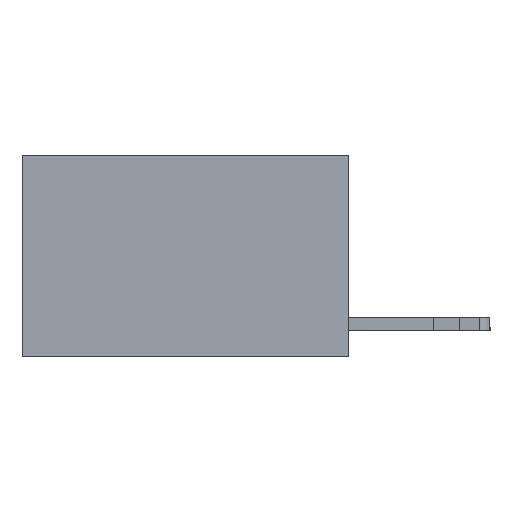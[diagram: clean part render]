
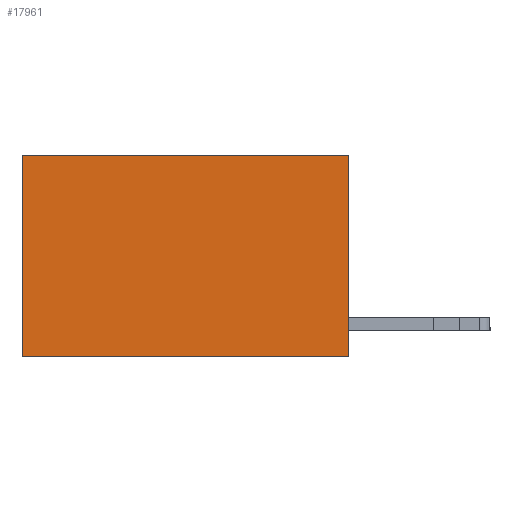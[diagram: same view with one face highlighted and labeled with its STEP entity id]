
A CAD part, left-side view. The second image highlights one B-rep face of the part: STEP entity #17961.
In plain terms, the highlighted planar face has unit normal (-1, 0, 0).
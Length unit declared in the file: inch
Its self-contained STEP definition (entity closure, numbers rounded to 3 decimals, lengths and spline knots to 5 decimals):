
#673 = PLANE ( 'NONE',  #2663 ) ;
#765 = CARTESIAN_POINT ( 'NONE',  ( 0.2625, 0., 0. ) ) ;
#1374 = ORIENTED_EDGE ( 'NONE', *, *, #13051, .T. ) ;
#1502 = VECTOR ( 'NONE', #19172, 39.37008 ) ;
#2663 = AXIS2_PLACEMENT_3D ( 'NONE', #765, #18206, #6915 ) ;
#4958 = ORIENTED_EDGE ( 'NONE', *, *, #9091, .T. ) ;
#5215 = VECTOR ( 'NONE', #20464, 39.37008 ) ;
#5697 = CARTESIAN_POINT ( 'NONE',  ( 0.2625, 0., 0. ) ) ;
#5895 = LINE ( 'NONE', #5697, #5215 ) ;
#6046 = VERTEX_POINT ( 'NONE', #15057 ) ;
#6538 = LINE ( 'NONE', #12953, #17260 ) ;
#6915 = DIRECTION ( 'NONE',  ( 0., 0., -1. ) ) ;
#6998 = VERTEX_POINT ( 'NONE', #15109 ) ;
#7903 = VERTEX_POINT ( 'NONE', #11771 ) ;
#8300 = CARTESIAN_POINT ( 'NONE',  ( 0.2625, 0., 0. ) ) ;
#9091 = EDGE_CURVE ( 'NONE', #6998, #6046, #6538, .T. ) ;
#9153 = CARTESIAN_POINT ( 'NONE',  ( 0.2625, 0., -0.37 ) ) ;
#9762 = VERTEX_POINT ( 'NONE', #18634 ) ;
#10168 = FACE_OUTER_BOUND ( 'NONE', #20474, .T. ) ;
#10814 = LINE ( 'NONE', #9153, #1502 ) ;
#11771 = CARTESIAN_POINT ( 'NONE',  ( 0.2625, 0., -0.37 ) ) ;
#12953 = CARTESIAN_POINT ( 'NONE',  ( 0.2625, 0.6, 0. ) ) ;
#13051 = EDGE_CURVE ( 'NONE', #9762, #6998, #5895, .T. ) ;
#13994 = VECTOR ( 'NONE', #14727, 39.37008 ) ;
#14727 = DIRECTION ( 'NONE',  ( 0., 0., -1. ) ) ;
#15057 = CARTESIAN_POINT ( 'NONE',  ( 0.2625, 0.6, -0.37 ) ) ;
#15109 = CARTESIAN_POINT ( 'NONE',  ( 0.2625, 0.6, 0. ) ) ;
#16203 = LINE ( 'NONE', #8300, #13994 ) ;
#16507 = ORIENTED_EDGE ( 'NONE', *, *, #20493, .F. ) ;
#17260 = VECTOR ( 'NONE', #17838, 39.37008 ) ;
#17838 = DIRECTION ( 'NONE',  ( 0., 0., -1. ) ) ;
#17961 = ADVANCED_FACE ( 'NONE', ( #10168 ), #673, .F. ) ;
#18206 = DIRECTION ( 'NONE',  ( 1., 0., 0. ) ) ;
#18634 = CARTESIAN_POINT ( 'NONE',  ( 0.2625, 0., 0. ) ) ;
#19172 = DIRECTION ( 'NONE',  ( 0., 1., 0. ) ) ;
#20171 = ORIENTED_EDGE ( 'NONE', *, *, #20652, .F. ) ;
#20464 = DIRECTION ( 'NONE',  ( 0., 1., 0. ) ) ;
#20474 = EDGE_LOOP ( 'NONE', ( #4958, #16507, #20171, #1374 ) ) ;
#20493 = EDGE_CURVE ( 'NONE', #7903, #6046, #10814, .T. ) ;
#20652 = EDGE_CURVE ( 'NONE', #9762, #7903, #16203, .T. ) ;
